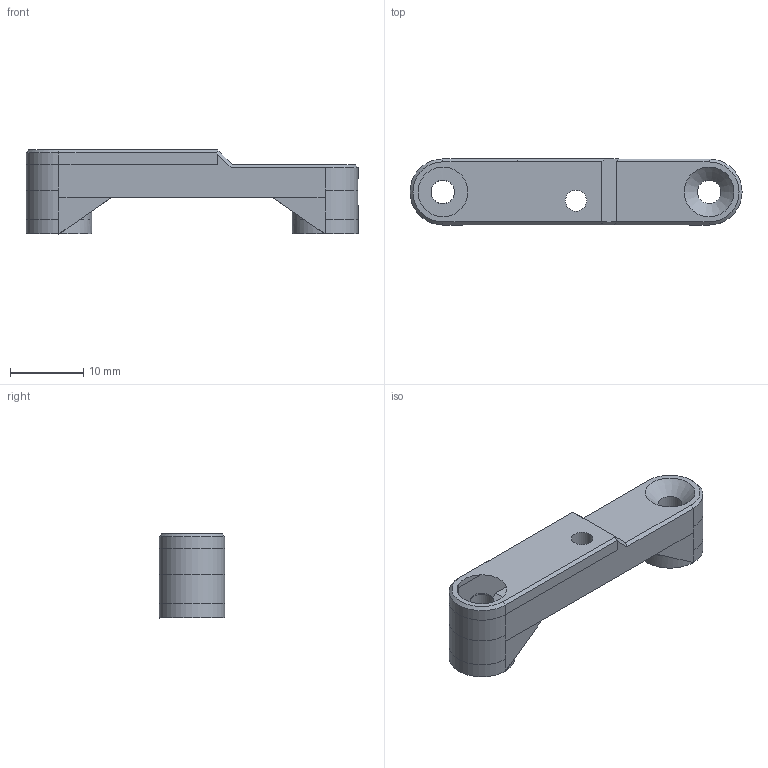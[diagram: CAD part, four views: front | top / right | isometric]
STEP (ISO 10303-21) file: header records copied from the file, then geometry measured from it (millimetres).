
FILE_DESCRIPTION(/* description */ ('','CAx-IF Rec.Pracs.---Representation and Presentation of Product Manufacturing Information (PMI)---4.0---2014-10-13'),/* implementation_level */ '2;1');
FILE_NAME(/* name */ 'LinSteeringk.step',/* time_stamp */ '2025-03-23T08:47:20+01:00',/* author */ (''),/* organization */ (''),/* preprocessor_version */ 'ST-DEVELOPER v20',/* originating_system */ 'Autodesk Translation Framework v13.20.0.188',/* authorisation */ '');
FILE_SCHEMA (('AP242_MANAGED_MODEL_BASED_3D_ENGINEERING_MIM_LF { 1 0 10303 442 1 1 4 }'));
Length unit declared in the file: millimetre
Products named in the file (1): Link
Bounding box: 45.34 x 9 x 11.47 mm (x, y, z)
Volume: 2677.6 mm3; surface area: 1830.2 mm2
Topology: 1 solids, 1 shells, 45 faces, 111 edges, 67 vertices
Faces by surface type: plane 25, cylinder 15, cone 4, bspline 1
Full cylindrical faces by diameter (mm): 2.9 x1, 3.2 x3
Entity records: 1383 total; most frequent: CARTESIAN_POINT 251, DIRECTION 234, ORIENTED_EDGE 222, EDGE_CURVE 111, AXIS2_PLACEMENT_3D 81, LINE 72, VECTOR 72, VERTEX_POINT 67
